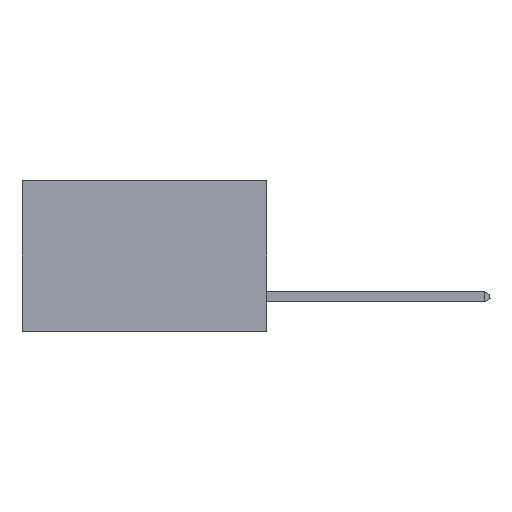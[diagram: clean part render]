
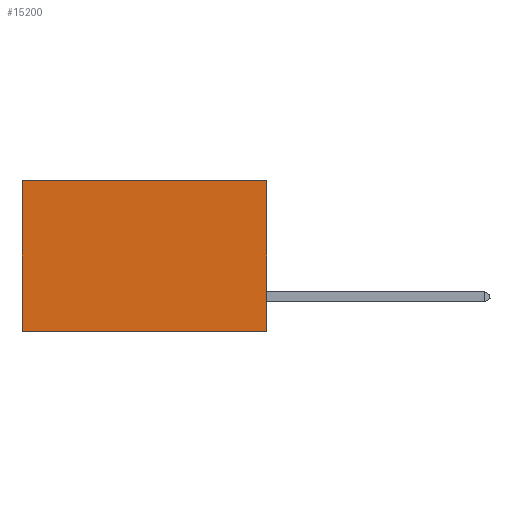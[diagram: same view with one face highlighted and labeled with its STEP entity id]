
A CAD part, left-side view. The second image highlights one B-rep face of the part: STEP entity #15200.
In plain terms, the highlighted planar face has unit normal (-1, 0, 0).
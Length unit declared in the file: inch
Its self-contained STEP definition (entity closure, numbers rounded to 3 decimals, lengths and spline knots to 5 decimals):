
#333 = LINE ( 'NONE', #8431, #10781 ) ;
#954 = CARTESIAN_POINT ( 'NONE',  ( 0.2875, 0., 0. ) ) ;
#1261 = DIRECTION ( 'NONE',  ( 0., 1., 0. ) ) ;
#1910 = ORIENTED_EDGE ( 'NONE', *, *, #15542, .F. ) ;
#1931 = ORIENTED_EDGE ( 'NONE', *, *, #23170, .T. ) ;
#2270 = VECTOR ( 'NONE', #19580, 39.37008 ) ;
#2375 = LINE ( 'NONE', #2794, #4216 ) ;
#2794 = CARTESIAN_POINT ( 'NONE',  ( 0.2875, 0., -0.37 ) ) ;
#3083 = DIRECTION ( 'NONE',  ( 1., 0., 0. ) ) ;
#4216 = VECTOR ( 'NONE', #4769, 39.37008 ) ;
#4709 = FACE_OUTER_BOUND ( 'NONE', #13161, .T. ) ;
#4721 = ORIENTED_EDGE ( 'NONE', *, *, #18837, .F. ) ;
#4769 = DIRECTION ( 'NONE',  ( 0., 1., 0. ) ) ;
#8431 = CARTESIAN_POINT ( 'NONE',  ( 0.2875, 0.6, 0. ) ) ;
#8815 = CARTESIAN_POINT ( 'NONE',  ( 0.2875, 0.6, 0. ) ) ;
#9090 = VECTOR ( 'NONE', #1261, 39.37008 ) ;
#10421 = DIRECTION ( 'NONE',  ( 0., 0., -1. ) ) ;
#10781 = VECTOR ( 'NONE', #10421, 39.37008 ) ;
#10997 = EDGE_CURVE ( 'NONE', #24921, #23497, #333, .T. ) ;
#11945 = CARTESIAN_POINT ( 'NONE',  ( 0.2875, 0., 0. ) ) ;
#12065 = LINE ( 'NONE', #11945, #2270 ) ;
#12995 = CARTESIAN_POINT ( 'NONE',  ( 0.2875, 0., 0. ) ) ;
#13161 = EDGE_LOOP ( 'NONE', ( #16733, #4721, #1910, #1931 ) ) ;
#14831 = CARTESIAN_POINT ( 'NONE',  ( 0.2875, 0., -0.37 ) ) ;
#15200 = ADVANCED_FACE ( 'NONE', ( #4709 ), #24288, .F. ) ;
#15542 = EDGE_CURVE ( 'NONE', #24293, #17041, #12065, .T. ) ;
#16677 = DIRECTION ( 'NONE',  ( 0., 0., -1. ) ) ;
#16733 = ORIENTED_EDGE ( 'NONE', *, *, #10997, .T. ) ;
#17041 = VERTEX_POINT ( 'NONE', #14831 ) ;
#17750 = CARTESIAN_POINT ( 'NONE',  ( 0.2875, 0.6, -0.37 ) ) ;
#18730 = LINE ( 'NONE', #12995, #9090 ) ;
#18837 = EDGE_CURVE ( 'NONE', #17041, #23497, #2375, .T. ) ;
#19580 = DIRECTION ( 'NONE',  ( 0., 0., -1. ) ) ;
#19768 = AXIS2_PLACEMENT_3D ( 'NONE', #22422, #3083, #16677 ) ;
#22422 = CARTESIAN_POINT ( 'NONE',  ( 0.2875, 0., 0. ) ) ;
#23170 = EDGE_CURVE ( 'NONE', #24293, #24921, #18730, .T. ) ;
#23497 = VERTEX_POINT ( 'NONE', #17750 ) ;
#24288 = PLANE ( 'NONE',  #19768 ) ;
#24293 = VERTEX_POINT ( 'NONE', #954 ) ;
#24921 = VERTEX_POINT ( 'NONE', #8815 ) ;
